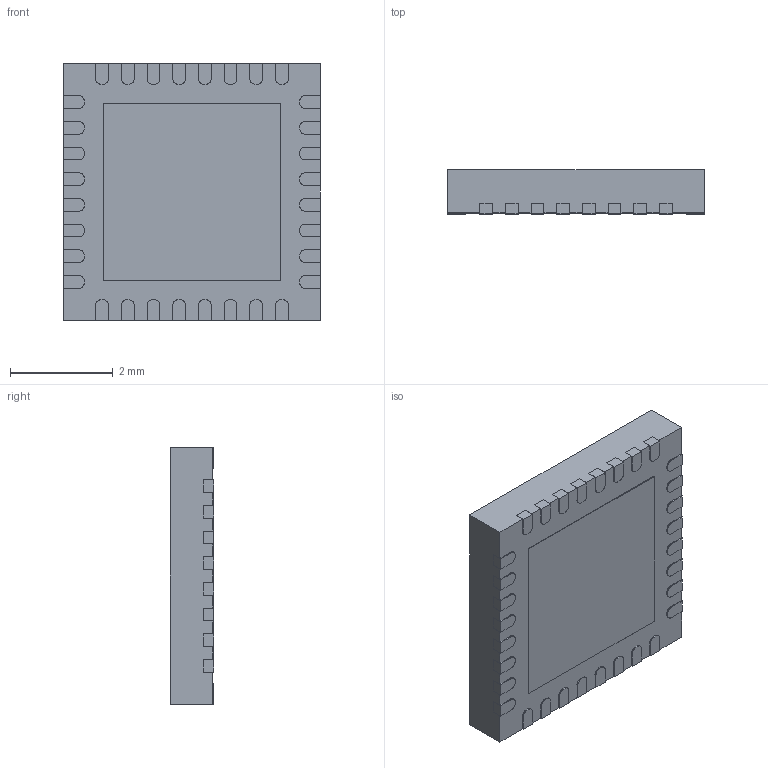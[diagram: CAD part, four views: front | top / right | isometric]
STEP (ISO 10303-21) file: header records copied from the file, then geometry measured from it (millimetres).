
FILE_DESCRIPTION (( 'STEP AP214' ), '1' );
FILE_NAME ('VFQFN-32.STEP', '2017-12-20T23:30:44', ( '' ), ( '' ), 'SwSTEP 2.0', 'SolidWorks 2016', '' );
FILE_SCHEMA (( 'AUTOMOTIVE_DESIGN' ));
Length unit declared in the file: millimetre
Products named in the file (1): VFQFN-32
Bounding box: 5 x 0.85 x 5 mm (x, y, z)
Volume: 21 mm3; surface area: 108.7 mm2
Topology: 34 solids, 34 shells, 460 faces, 1176 edges, 784 vertices
Faces by surface type: plane 332, cylinder 128
Entity records: 14273 total; most frequent: CARTESIAN_POINT 2421, DIRECTION 2354, ORIENTED_EDGE 2352, EDGE_CURVE 1176, VECTOR 920, LINE 920, VERTEX_POINT 784, AXIS2_PLACEMENT_3D 717
